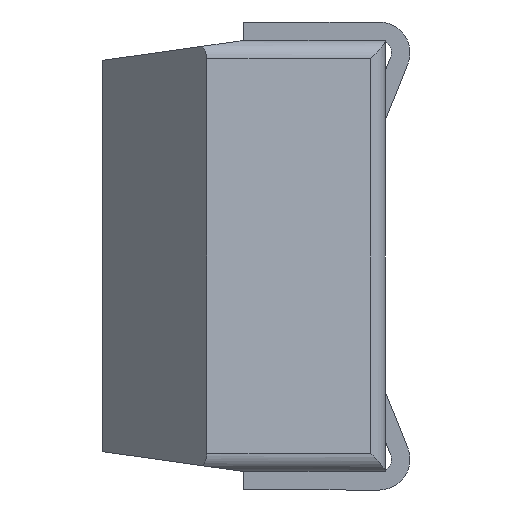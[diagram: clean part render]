
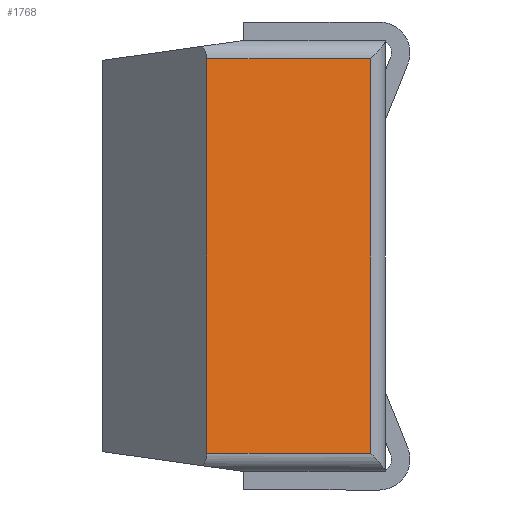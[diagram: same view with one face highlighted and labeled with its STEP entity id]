
A CAD part, left-side view. The second image highlights one B-rep face of the part: STEP entity #1768.
In plain terms, the highlighted planar face has unit normal (-0.978, -0.208, 0).
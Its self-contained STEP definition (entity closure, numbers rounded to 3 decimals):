
#66 = EDGE_CURVE ( 'NONE', #686, #1758, #101, .T. ) ;
#68 = ORIENTED_EDGE ( 'NONE', *, *, #66, .T. ) ;
#101 = LINE ( 'NONE', #2046, #2683 ) ;
#112 = VECTOR ( 'NONE', #2591, 1000. ) ;
#114 = VERTEX_POINT ( 'NONE', #309 ) ;
#118 = AXIS2_PLACEMENT_3D ( 'NONE', #1307, #428, #1058 ) ;
#122 = VECTOR ( 'NONE', #1553, 1000. ) ;
#136 = LINE ( 'NONE', #794, #2147 ) ;
#221 = CARTESIAN_POINT ( 'NONE',  ( -3.692, 0.2, -1.6 ) ) ;
#233 = LINE ( 'NONE', #221, #122 ) ;
#245 = FACE_OUTER_BOUND ( 'NONE', #2551, .T. ) ;
#265 = CARTESIAN_POINT ( 'NONE',  ( -3.936, 1.35, 1.6 ) ) ;
#304 = VERTEX_POINT ( 'NONE', #1456 ) ;
#309 = CARTESIAN_POINT ( 'NONE',  ( -4., 1.65, -1.6 ) ) ;
#428 = DIRECTION ( 'NONE',  ( 0.978, 0.208, 0. ) ) ;
#587 = EDGE_CURVE ( 'NONE', #1758, #304, #639, .T. ) ;
#639 = LINE ( 'NONE', #265, #112 ) ;
#686 = VERTEX_POINT ( 'NONE', #2234 ) ;
#794 = CARTESIAN_POINT ( 'NONE',  ( -4., 1.65, -1.75 ) ) ;
#1058 = DIRECTION ( 'NONE',  ( -0.208, 0.978, 0. ) ) ;
#1146 = DIRECTION ( 'NONE',  ( 0., 0., 1. ) ) ;
#1307 = CARTESIAN_POINT ( 'NONE',  ( -4., 1.65, -1.75 ) ) ;
#1320 = PLANE ( 'NONE',  #118 ) ;
#1456 = CARTESIAN_POINT ( 'NONE',  ( -4., 1.65, 1.6 ) ) ;
#1553 = DIRECTION ( 'NONE',  ( 0.208, -0.978, 0. ) ) ;
#1664 = EDGE_CURVE ( 'NONE', #114, #304, #136, .T. ) ;
#1671 = ORIENTED_EDGE ( 'NONE', *, *, #587, .T. ) ;
#1758 = VERTEX_POINT ( 'NONE', #2336 ) ;
#1768 = ADVANCED_FACE ( 'NONE', ( #245 ), #1320, .F. ) ;
#1873 = DIRECTION ( 'NONE',  ( 0., 0., 1. ) ) ;
#2046 = CARTESIAN_POINT ( 'NONE',  ( -3.717, 0.319, 1.75 ) ) ;
#2147 = VECTOR ( 'NONE', #1873, 1000. ) ;
#2234 = CARTESIAN_POINT ( 'NONE',  ( -3.717, 0.319, -1.6 ) ) ;
#2302 = ORIENTED_EDGE ( 'NONE', *, *, #1664, .F. ) ;
#2336 = CARTESIAN_POINT ( 'NONE',  ( -3.717, 0.319, 1.6 ) ) ;
#2364 = ORIENTED_EDGE ( 'NONE', *, *, #2664, .T. ) ;
#2551 = EDGE_LOOP ( 'NONE', ( #68, #1671, #2302, #2364 ) ) ;
#2591 = DIRECTION ( 'NONE',  ( -0.208, 0.978, 0. ) ) ;
#2664 = EDGE_CURVE ( 'NONE', #114, #686, #233, .T. ) ;
#2683 = VECTOR ( 'NONE', #1146, 1000. ) ;
